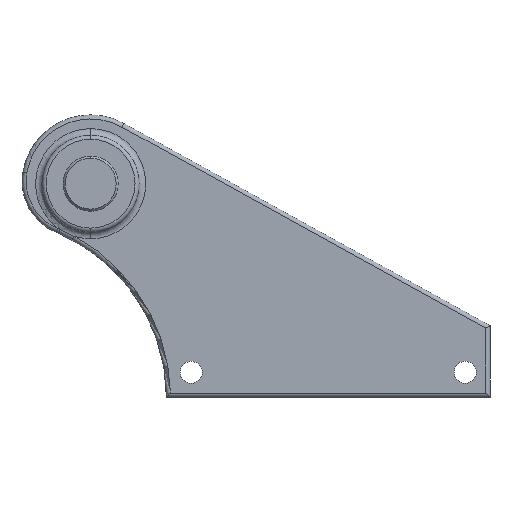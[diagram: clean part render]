
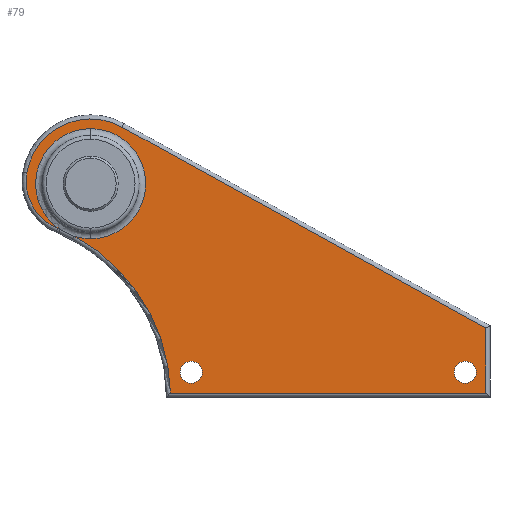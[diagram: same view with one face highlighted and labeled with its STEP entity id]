
A CAD part, left-side view. The second image highlights one B-rep face of the part: STEP entity #79.
In plain terms, the highlighted planar face has unit normal (-1, 0, 0).
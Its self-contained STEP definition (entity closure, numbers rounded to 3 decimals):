
#1 = ORIENTED_EDGE ( 'NONE', *, *, #124, .T. ) ;
#4 = EDGE_CURVE ( 'NONE', #520, #270, #299, .T. ) ;
#16 = LINE ( 'NONE', #357, #72 ) ;
#21 = CARTESIAN_POINT ( 'NONE',  ( 0., 1.972, 0.334 ) ) ;
#36 = DIRECTION ( 'NONE',  ( 0., 0., -1. ) ) ;
#48 = VERTEX_POINT ( 'NONE', #316 ) ;
#63 = DIRECTION ( 'NONE',  ( 1., 0., 0. ) ) ;
#67 = CARTESIAN_POINT ( 'NONE',  ( 0., 0., 0. ) ) ;
#72 = VECTOR ( 'NONE', #647, 1000. ) ;
#73 = ORIENTED_EDGE ( 'NONE', *, *, #849, .T. ) ;
#75 = AXIS2_PLACEMENT_3D ( 'NONE', #560, #775, #799 ) ;
#79 = ADVANCED_FACE ( 'NONE', ( #467, #824, #530 ), #760, .F. ) ;
#89 = VERTEX_POINT ( 'NONE', #184 ) ;
#124 = EDGE_CURVE ( 'NONE', #190, #762, #478, .T. ) ;
#135 = ORIENTED_EDGE ( 'NONE', *, *, #420, .T. ) ;
#140 = DIRECTION ( 'NONE',  ( 0., 0., -1. ) ) ;
#143 = VERTEX_POINT ( 'NONE', #329 ) ;
#144 = DIRECTION ( 'NONE',  ( 1., 0., 0. ) ) ;
#152 = CIRCLE ( 'NONE', #876, 9.4 ) ;
#184 = CARTESIAN_POINT ( 'NONE',  ( 0., 0., 8. ) ) ;
#185 = ORIENTED_EDGE ( 'NONE', *, *, #321, .T. ) ;
#190 = VERTEX_POINT ( 'NONE', #481 ) ;
#202 = DIRECTION ( 'NONE',  ( 1., 0., 0. ) ) ;
#221 = EDGE_CURVE ( 'NONE', #291, #575, #664, .T. ) ;
#227 = AXIS2_PLACEMENT_3D ( 'NONE', #940, #202, #140 ) ;
#231 = CARTESIAN_POINT ( 'NONE',  ( 0., -57.4, 0. ) ) ;
#239 = DIRECTION ( 'NONE',  ( 1., 0., 0. ) ) ;
#250 = DIRECTION ( 'NONE',  ( 0., 0., -1. ) ) ;
#256 = AXIS2_PLACEMENT_3D ( 'NONE', #636, #274, #563 ) ;
#257 = AXIS2_PLACEMENT_3D ( 'NONE', #430, #63, #779 ) ;
#270 = VERTEX_POINT ( 'NONE', #283 ) ;
#274 = DIRECTION ( 'NONE',  ( 1., 0., 0. ) ) ;
#283 = CARTESIAN_POINT ( 'NONE',  ( 0., 4.438, -6.656 ) ) ;
#291 = VERTEX_POINT ( 'NONE', #893 ) ;
#293 = EDGE_CURVE ( 'NONE', #143, #419, #16, .T. ) ;
#299 = CIRCLE ( 'NONE', #439, 26.494 ) ;
#300 = CIRCLE ( 'NONE', #607, 7.4 ) ;
#307 = DIRECTION ( 'NONE',  ( 1., 0., 0. ) ) ;
#314 = DIRECTION ( 'NONE',  ( 0., 0., -1. ) ) ;
#316 = CARTESIAN_POINT ( 'NONE',  ( 0., -54.4, -25.8 ) ) ;
#320 = CIRCLE ( 'NONE', #588, 8. ) ;
#321 = EDGE_CURVE ( 'NONE', #419, #190, #712, .T. ) ;
#329 = CARTESIAN_POINT ( 'NONE',  ( 0., -11.593, -30.4 ) ) ;
#334 = AXIS2_PLACEMENT_3D ( 'NONE', #840, #239, #768 ) ;
#343 = CARTESIAN_POINT ( 'NONE',  ( 0., -4.543, 8.229 ) ) ;
#357 = CARTESIAN_POINT ( 'NONE',  ( 0., 0., -30.4 ) ) ;
#360 = DIRECTION ( 'NONE',  ( 1., 0., 0. ) ) ;
#369 = ORIENTED_EDGE ( 'NONE', *, *, #908, .T. ) ;
#377 = CARTESIAN_POINT ( 'NONE',  ( 0., -54.4, -27.4 ) ) ;
#382 = ORIENTED_EDGE ( 'NONE', *, *, #903, .T. ) ;
#385 = DIRECTION ( 'NONE',  ( 1., 0., 0. ) ) ;
#390 = EDGE_CURVE ( 'NONE', #838, #520, #300, .T. ) ;
#396 = ORIENTED_EDGE ( 'NONE', *, *, #390, .T. ) ;
#400 = ORIENTED_EDGE ( 'NONE', *, *, #456, .T. ) ;
#419 = VERTEX_POINT ( 'NONE', #725 ) ;
#420 = EDGE_CURVE ( 'NONE', #48, #810, #542, .T. ) ;
#424 = ORIENTED_EDGE ( 'NONE', *, *, #622, .T. ) ;
#430 = CARTESIAN_POINT ( 'NONE',  ( 0., 0., 0. ) ) ;
#433 = DIRECTION ( 'NONE',  ( 0., 0., -1. ) ) ;
#439 = AXIS2_PLACEMENT_3D ( 'NONE', #680, #307, #250 ) ;
#456 = EDGE_CURVE ( 'NONE', #270, #89, #623, .T. ) ;
#461 = DIRECTION ( 'NONE',  ( -1., 0., 0. ) ) ;
#467 = FACE_OUTER_BOUND ( 'NONE', #659, .T. ) ;
#470 = CARTESIAN_POINT ( 'NONE',  ( 0., 2.424, -7.624 ) ) ;
#476 = EDGE_CURVE ( 'NONE', #810, #48, #918, .T. ) ;
#478 = LINE ( 'NONE', #554, #748 ) ;
#481 = CARTESIAN_POINT ( 'NONE',  ( 0., -57.4, -20.954 ) ) ;
#483 = AXIS2_PLACEMENT_3D ( 'NONE', #757, #385, #899 ) ;
#499 = AXIS2_PLACEMENT_3D ( 'NONE', #377, #884, #519 ) ;
#501 = CARTESIAN_POINT ( 'NONE',  ( 0., 0., 0. ) ) ;
#509 = CARTESIAN_POINT ( 'NONE',  ( 0., -14.6, -25.8 ) ) ;
#519 = DIRECTION ( 'NONE',  ( 0., 0., -1. ) ) ;
#520 = VERTEX_POINT ( 'NONE', #522 ) ;
#522 = CARTESIAN_POINT ( 'NONE',  ( 0., 4.793, -6.507 ) ) ;
#530 = FACE_BOUND ( 'NONE', #874, .T. ) ;
#542 = CIRCLE ( 'NONE', #227, 1.6 ) ;
#554 = CARTESIAN_POINT ( 'NONE',  ( 0., -4.543, 8.229 ) ) ;
#560 = CARTESIAN_POINT ( 'NONE',  ( 0., -14.6, -27.4 ) ) ;
#563 = DIRECTION ( 'NONE',  ( 0., 0., -1. ) ) ;
#575 = VERTEX_POINT ( 'NONE', #509 ) ;
#588 = AXIS2_PLACEMENT_3D ( 'NONE', #501, #144, #433 ) ;
#601 = VERTEX_POINT ( 'NONE', #470 ) ;
#607 = AXIS2_PLACEMENT_3D ( 'NONE', #21, #461, #314 ) ;
#622 = EDGE_CURVE ( 'NONE', #762, #838, #152, .T. ) ;
#623 = CIRCLE ( 'NONE', #257, 8. ) ;
#624 = CIRCLE ( 'NONE', #685, 8. ) ;
#633 = EDGE_CURVE ( 'NONE', #601, #143, #697, .T. ) ;
#636 = CARTESIAN_POINT ( 'NONE',  ( 0., -14.6, -27.4 ) ) ;
#644 = EDGE_LOOP ( 'NONE', ( #698, #135 ) ) ;
#645 = CARTESIAN_POINT ( 'NONE',  ( 0., 0., -8. ) ) ;
#647 = DIRECTION ( 'NONE',  ( 0., -1., 0. ) ) ;
#659 = EDGE_LOOP ( 'NONE', ( #396, #714, #400, #382, #369, #758, #848, #185, #1, #424 ) ) ;
#664 = CIRCLE ( 'NONE', #256, 1.6 ) ;
#680 = CARTESIAN_POINT ( 'NONE',  ( 0., 14.894, -31. ) ) ;
#685 = AXIS2_PLACEMENT_3D ( 'NONE', #67, #360, #699 ) ;
#693 = DIRECTION ( 'NONE',  ( 0., 0.875, 0.483 ) ) ;
#697 = CIRCLE ( 'NONE', #334, 26.494 ) ;
#698 = ORIENTED_EDGE ( 'NONE', *, *, #476, .T. ) ;
#699 = DIRECTION ( 'NONE',  ( 0., 0., -1. ) ) ;
#712 = LINE ( 'NONE', #231, #932 ) ;
#714 = ORIENTED_EDGE ( 'NONE', *, *, #4, .T. ) ;
#725 = CARTESIAN_POINT ( 'NONE',  ( 0., -57.4, -30.4 ) ) ;
#748 = VECTOR ( 'NONE', #693, 1000. ) ;
#757 = CARTESIAN_POINT ( 'NONE',  ( 0., 0., 0. ) ) ;
#758 = ORIENTED_EDGE ( 'NONE', *, *, #633, .T. ) ;
#760 = PLANE ( 'NONE',  #483 ) ;
#762 = VERTEX_POINT ( 'NONE', #343 ) ;
#768 = DIRECTION ( 'NONE',  ( 0., 0., -1. ) ) ;
#775 = DIRECTION ( 'NONE',  ( 1., 0., 0. ) ) ;
#779 = DIRECTION ( 'NONE',  ( 0., 0., -1. ) ) ;
#796 = ORIENTED_EDGE ( 'NONE', *, *, #221, .T. ) ;
#798 = CIRCLE ( 'NONE', #75, 1.6 ) ;
#799 = DIRECTION ( 'NONE',  ( 0., 0., -1. ) ) ;
#810 = VERTEX_POINT ( 'NONE', #865 ) ;
#824 = FACE_BOUND ( 'NONE', #644, .T. ) ;
#838 = VERTEX_POINT ( 'NONE', #860 ) ;
#840 = CARTESIAN_POINT ( 'NONE',  ( 0., 14.894, -31. ) ) ;
#848 = ORIENTED_EDGE ( 'NONE', *, *, #293, .T. ) ;
#849 = EDGE_CURVE ( 'NONE', #575, #291, #798, .T. ) ;
#859 = VERTEX_POINT ( 'NONE', #645 ) ;
#860 = CARTESIAN_POINT ( 'NONE',  ( 0., 9.268, 1.571 ) ) ;
#865 = CARTESIAN_POINT ( 'NONE',  ( 0., -54.4, -29. ) ) ;
#874 = EDGE_LOOP ( 'NONE', ( #796, #73 ) ) ;
#876 = AXIS2_PLACEMENT_3D ( 'NONE', #905, #909, #36 ) ;
#884 = DIRECTION ( 'NONE',  ( 1., 0., 0. ) ) ;
#893 = CARTESIAN_POINT ( 'NONE',  ( 0., -14.6, -29. ) ) ;
#899 = DIRECTION ( 'NONE',  ( 0., 0., -1. ) ) ;
#903 = EDGE_CURVE ( 'NONE', #89, #859, #320, .T. ) ;
#905 = CARTESIAN_POINT ( 'NONE',  ( 0., 0., 0. ) ) ;
#908 = EDGE_CURVE ( 'NONE', #859, #601, #624, .T. ) ;
#909 = DIRECTION ( 'NONE',  ( -1., 0., 0. ) ) ;
#918 = CIRCLE ( 'NONE', #499, 1.6 ) ;
#932 = VECTOR ( 'NONE', #941, 1000. ) ;
#940 = CARTESIAN_POINT ( 'NONE',  ( 0., -54.4, -27.4 ) ) ;
#941 = DIRECTION ( 'NONE',  ( 0., 0., 1. ) ) ;
